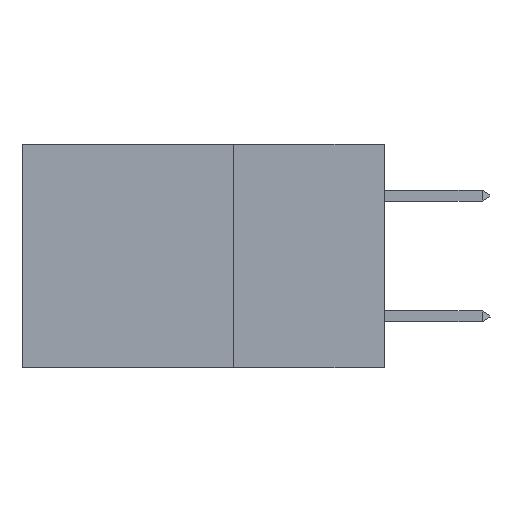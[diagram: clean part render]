
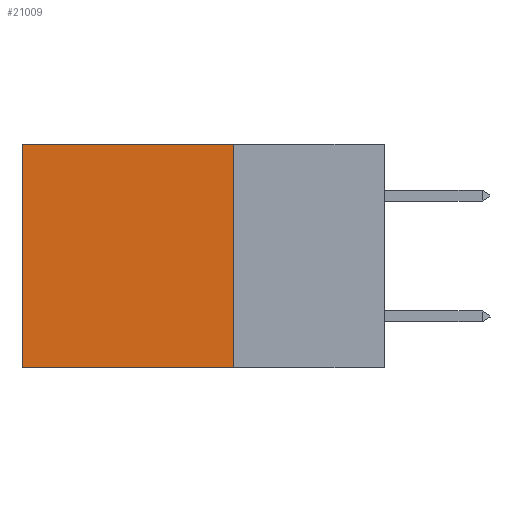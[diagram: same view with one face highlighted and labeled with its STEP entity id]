
A CAD part, left-side view. The second image highlights one B-rep face of the part: STEP entity #21009.
In plain terms, the highlighted planar face has unit normal (-1, 0, 0).
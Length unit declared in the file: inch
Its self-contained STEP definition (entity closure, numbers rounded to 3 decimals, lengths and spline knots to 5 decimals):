
#461 = CARTESIAN_POINT ( 'NONE',  ( 0.2875, 0.6, -0.37 ) ) ;
#1691 = AXIS2_PLACEMENT_3D ( 'NONE', #22075, #17922, #4257 ) ;
#2236 = DIRECTION ( 'NONE',  ( 0., 1., 0. ) ) ;
#2554 = EDGE_CURVE ( 'NONE', #11720, #19906, #6294, .T. ) ;
#3632 = LINE ( 'NONE', #25354, #10438 ) ;
#4257 = DIRECTION ( 'NONE',  ( 0., 0., -1. ) ) ;
#4424 = ORIENTED_EDGE ( 'NONE', *, *, #22212, .F. ) ;
#6219 = CARTESIAN_POINT ( 'NONE',  ( 0.2875, 0.25, 0. ) ) ;
#6294 = LINE ( 'NONE', #6434, #14099 ) ;
#6349 = LINE ( 'NONE', #10259, #12101 ) ;
#6434 = CARTESIAN_POINT ( 'NONE',  ( 0.2875, 0.25, 0. ) ) ;
#7084 = VERTEX_POINT ( 'NONE', #461 ) ;
#7458 = VERTEX_POINT ( 'NONE', #16801 ) ;
#8108 = ORIENTED_EDGE ( 'NONE', *, *, #10961, .T. ) ;
#10140 = EDGE_LOOP ( 'NONE', ( #8108, #4424, #23491, #14012 ) ) ;
#10259 = CARTESIAN_POINT ( 'NONE',  ( 0.2875, 0.25, -0.37 ) ) ;
#10438 = VECTOR ( 'NONE', #11462, 39.37008 ) ;
#10961 = EDGE_CURVE ( 'NONE', #7458, #7084, #3632, .T. ) ;
#11232 = VECTOR ( 'NONE', #2236, 39.37008 ) ;
#11462 = DIRECTION ( 'NONE',  ( 0., 0., -1. ) ) ;
#11720 = VERTEX_POINT ( 'NONE', #6219 ) ;
#12101 = VECTOR ( 'NONE', #20260, 39.37008 ) ;
#14012 = ORIENTED_EDGE ( 'NONE', *, *, #20128, .T. ) ;
#14099 = VECTOR ( 'NONE', #24618, 39.37008 ) ;
#16160 = CARTESIAN_POINT ( 'NONE',  ( 0.2875, 0.25, 0. ) ) ;
#16801 = CARTESIAN_POINT ( 'NONE',  ( 0.2875, 0.6, 0. ) ) ;
#17922 = DIRECTION ( 'NONE',  ( 1., 0., 0. ) ) ;
#19906 = VERTEX_POINT ( 'NONE', #20891 ) ;
#20128 = EDGE_CURVE ( 'NONE', #11720, #7458, #25553, .T. ) ;
#20260 = DIRECTION ( 'NONE',  ( 0., 1., 0. ) ) ;
#20891 = CARTESIAN_POINT ( 'NONE',  ( 0.2875, 0.25, -0.37 ) ) ;
#21009 = ADVANCED_FACE ( 'NONE', ( #21951 ), #21703, .F. ) ;
#21703 = PLANE ( 'NONE',  #1691 ) ;
#21951 = FACE_OUTER_BOUND ( 'NONE', #10140, .T. ) ;
#22075 = CARTESIAN_POINT ( 'NONE',  ( 0.2875, 0.25, 0. ) ) ;
#22212 = EDGE_CURVE ( 'NONE', #19906, #7084, #6349, .T. ) ;
#23491 = ORIENTED_EDGE ( 'NONE', *, *, #2554, .F. ) ;
#24618 = DIRECTION ( 'NONE',  ( 0., 0., -1. ) ) ;
#25354 = CARTESIAN_POINT ( 'NONE',  ( 0.2875, 0.6, 0. ) ) ;
#25553 = LINE ( 'NONE', #16160, #11232 ) ;
